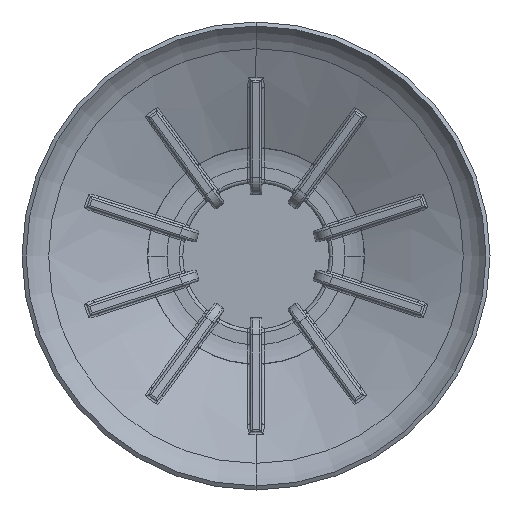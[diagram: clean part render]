
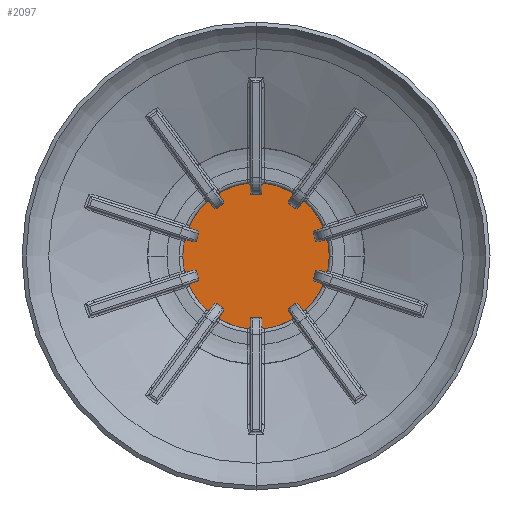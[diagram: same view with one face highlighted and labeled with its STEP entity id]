
A CAD part, front view. The second image highlights one B-rep face of the part: STEP entity #2097.
In plain terms, the highlighted planar face has unit normal (0, -1, 0).
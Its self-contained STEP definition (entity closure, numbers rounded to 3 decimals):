
#2097=ADVANCED_FACE('NONE',(#4207),#4208,.T.);
#4207=FACE_OUTER_BOUND('',#11713,.T.);
#4208=PLANE('',#11714);
#11713=EDGE_LOOP('',(#17263,#17264));
#11714=AXIS2_PLACEMENT_3D('',#17265,#17266,#17267);
#17263=ORIENTED_EDGE('',*,*,#17623,.F.);
#17264=ORIENTED_EDGE('',*,*,#18053,.F.);
#17265=CARTESIAN_POINT('',(-9.668,-20.981,0.0));
#17266=DIRECTION('',(0.0,-1.0,0.0));
#17267=DIRECTION('',(0.0,0.0,-1.0));
#17623=EDGE_CURVE('NONE',#20229,#20230,#20231,.T.);
#18053=EDGE_CURVE('NONE',#20230,#20229,#20928,.T.);
#20229=VERTEX_POINT('NONE',#23996);
#20230=VERTEX_POINT('NONE',#23997);
#20231=CIRCLE('',#23998,6.55);
#20928=CIRCLE('',#26185,6.55);
#23996=CARTESIAN_POINT('',(-6.55,-20.981,0.0));
#23997=CARTESIAN_POINT('',(6.55,-20.981,0.));
#23998=AXIS2_PLACEMENT_3D('',#32733,#32734,#32735);
#26185=AXIS2_PLACEMENT_3D('',#33150,#33151,#33152);
#32733=CARTESIAN_POINT('',(0.,-20.981,0.0));
#32734=DIRECTION('',(0.0,1.0,-0.0));
#32735=DIRECTION('',(-1.0,0.0,0.0));
#33150=CARTESIAN_POINT('',(0.,-20.981,0.0));
#33151=DIRECTION('',(0.0,1.0,-0.0));
#33152=DIRECTION('',(-1.0,0.0,0.0));
